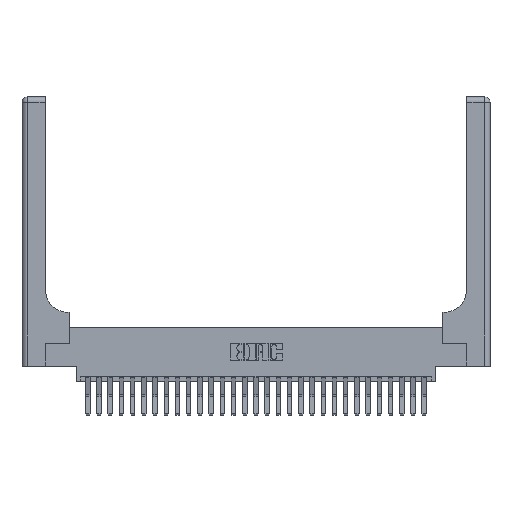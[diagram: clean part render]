
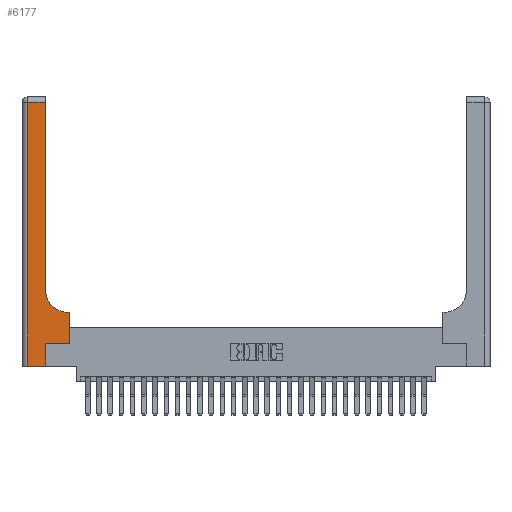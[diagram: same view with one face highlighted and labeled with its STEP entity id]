
A CAD part, top view. The second image highlights one B-rep face of the part: STEP entity #6177.
In plain terms, the highlighted planar face has unit normal (0, 0, 1).
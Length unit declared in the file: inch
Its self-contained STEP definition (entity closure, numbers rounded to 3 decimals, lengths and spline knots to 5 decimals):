
#332 = DIRECTION ( 'NONE',  ( 0., 0., -1. ) ) ;
#523 = VECTOR ( 'NONE', #9078, 39.37008 ) ;
#1287 = LINE ( 'NONE', #14091, #22993 ) ;
#2627 = DIRECTION ( 'NONE',  ( 0., 1., 0. ) ) ;
#3071 = CARTESIAN_POINT ( 'NONE',  ( 0.265, 0., 0.37 ) ) ;
#3115 = ORIENTED_EDGE ( 'NONE', *, *, #26544, .T. ) ;
#3179 = VECTOR ( 'NONE', #8712, 39.37008 ) ;
#3334 = VECTOR ( 'NONE', #3753, 39.37008 ) ;
#3753 = DIRECTION ( 'NONE',  ( 1., 0., 0. ) ) ;
#4284 = VERTEX_POINT ( 'NONE', #5921 ) ;
#4415 = CARTESIAN_POINT ( 'NONE',  ( 0.265, 0.25, 0.37 ) ) ;
#5605 = CARTESIAN_POINT ( 'NONE',  ( 0.528, 0.6, 0.37 ) ) ;
#5921 = CARTESIAN_POINT ( 'NONE',  ( 0.26, 2.94, 0.37 ) ) ;
#6177 = ADVANCED_FACE ( 'NONE', ( #20786 ), #25465, .F. ) ;
#6270 = CARTESIAN_POINT ( 'NONE',  ( 0.51, 0.6, 0.37 ) ) ;
#6538 = VERTEX_POINT ( 'NONE', #5605 ) ;
#6873 = EDGE_CURVE ( 'NONE', #13503, #6538, #13234, .T. ) ;
#7038 = DIRECTION ( 'NONE',  ( 0., 0., -1. ) ) ;
#7489 = AXIS2_PLACEMENT_3D ( 'NONE', #19645, #7038, #21762 ) ;
#8712 = DIRECTION ( 'NONE',  ( 1., 0., 0. ) ) ;
#8736 = VERTEX_POINT ( 'NONE', #19973 ) ;
#8829 = LINE ( 'NONE', #4415, #3179 ) ;
#9078 = DIRECTION ( 'NONE',  ( -1., 0., 0. ) ) ;
#9228 = CARTESIAN_POINT ( 'NONE',  ( 0., 2.94, 0.37 ) ) ;
#9304 = EDGE_LOOP ( 'NONE', ( #13280, #18697, #26303, #3115, #24531, #19538, #10826, #10542, #14170 ) ) ;
#9745 = CIRCLE ( 'NONE', #7489, 0.25 ) ;
#9751 = EDGE_CURVE ( 'NONE', #6538, #24167, #21581, .T. ) ;
#9772 = EDGE_CURVE ( 'NONE', #24167, #16293, #9745, .T. ) ;
#10542 = ORIENTED_EDGE ( 'NONE', *, *, #9751, .T. ) ;
#10826 = ORIENTED_EDGE ( 'NONE', *, *, #6873, .T. ) ;
#11276 = LINE ( 'NONE', #12245, #26002 ) ;
#11777 = LINE ( 'NONE', #9228, #12441 ) ;
#12245 = CARTESIAN_POINT ( 'NONE',  ( 0.26, 3., 0.37 ) ) ;
#12441 = VECTOR ( 'NONE', #21814, 39.37008 ) ;
#12790 = VERTEX_POINT ( 'NONE', #23098 ) ;
#12914 = CARTESIAN_POINT ( 'NONE',  ( 0.528, 0.25, 0.37 ) ) ;
#13234 = LINE ( 'NONE', #12914, #17489 ) ;
#13280 = ORIENTED_EDGE ( 'NONE', *, *, #20292, .T. ) ;
#13503 = VERTEX_POINT ( 'NONE', #23521 ) ;
#13740 = DIRECTION ( 'NONE',  ( 0., 1., 0. ) ) ;
#13821 = EDGE_CURVE ( 'NONE', #21943, #12790, #1287, .T. ) ;
#13824 = AXIS2_PLACEMENT_3D ( 'NONE', #19174, #332, #15045 ) ;
#14091 = CARTESIAN_POINT ( 'NONE',  ( 0.06, 3., 0.37 ) ) ;
#14170 = ORIENTED_EDGE ( 'NONE', *, *, #9772, .T. ) ;
#15045 = DIRECTION ( 'NONE',  ( -1., 0., 0. ) ) ;
#15815 = VERTEX_POINT ( 'NONE', #19192 ) ;
#15840 = EDGE_CURVE ( 'NONE', #8736, #13503, #8829, .T. ) ;
#16293 = VERTEX_POINT ( 'NONE', #17228 ) ;
#16416 = EDGE_CURVE ( 'NONE', #4284, #21943, #11777, .T. ) ;
#17228 = CARTESIAN_POINT ( 'NONE',  ( 0.26, 0.85, 0.37 ) ) ;
#17489 = VECTOR ( 'NONE', #2627, 39.37008 ) ;
#18297 = DIRECTION ( 'NONE',  ( 0., -1., 0. ) ) ;
#18496 = CARTESIAN_POINT ( 'NONE',  ( 0.06, 2.94, 0.37 ) ) ;
#18630 = CARTESIAN_POINT ( 'NONE',  ( 0., 0., 0.37 ) ) ;
#18697 = ORIENTED_EDGE ( 'NONE', *, *, #16416, .T. ) ;
#19174 = CARTESIAN_POINT ( 'NONE',  ( 0., 3., 0.37 ) ) ;
#19192 = CARTESIAN_POINT ( 'NONE',  ( 0.265, 0., 0.37 ) ) ;
#19538 = ORIENTED_EDGE ( 'NONE', *, *, #15840, .T. ) ;
#19645 = CARTESIAN_POINT ( 'NONE',  ( 0.51, 0.85, 0.37 ) ) ;
#19973 = CARTESIAN_POINT ( 'NONE',  ( 0.265, 0.25, 0.37 ) ) ;
#20083 = EDGE_CURVE ( 'NONE', #15815, #8736, #25690, .T. ) ;
#20151 = VECTOR ( 'NONE', #13740, 39.37008 ) ;
#20292 = EDGE_CURVE ( 'NONE', #16293, #4284, #11276, .T. ) ;
#20786 = FACE_OUTER_BOUND ( 'NONE', #9304, .T. ) ;
#21581 = LINE ( 'NONE', #23770, #523 ) ;
#21762 = DIRECTION ( 'NONE',  ( 1., 0., 0. ) ) ;
#21814 = DIRECTION ( 'NONE',  ( -1., 0., 0. ) ) ;
#21943 = VERTEX_POINT ( 'NONE', #18496 ) ;
#22993 = VECTOR ( 'NONE', #18297, 39.37008 ) ;
#23098 = CARTESIAN_POINT ( 'NONE',  ( 0.06, 0., 0.37 ) ) ;
#23521 = CARTESIAN_POINT ( 'NONE',  ( 0.528, 0.25, 0.37 ) ) ;
#23770 = CARTESIAN_POINT ( 'NONE',  ( 0.26, 0.6, 0.37 ) ) ;
#24167 = VERTEX_POINT ( 'NONE', #6270 ) ;
#24531 = ORIENTED_EDGE ( 'NONE', *, *, #20083, .T. ) ;
#24783 = DIRECTION ( 'NONE',  ( 0., 1., 0. ) ) ;
#25465 = PLANE ( 'NONE',  #13824 ) ;
#25690 = LINE ( 'NONE', #3071, #20151 ) ;
#26002 = VECTOR ( 'NONE', #24783, 39.37008 ) ;
#26303 = ORIENTED_EDGE ( 'NONE', *, *, #13821, .T. ) ;
#26544 = EDGE_CURVE ( 'NONE', #12790, #15815, #26999, .T. ) ;
#26999 = LINE ( 'NONE', #18630, #3334 ) ;
